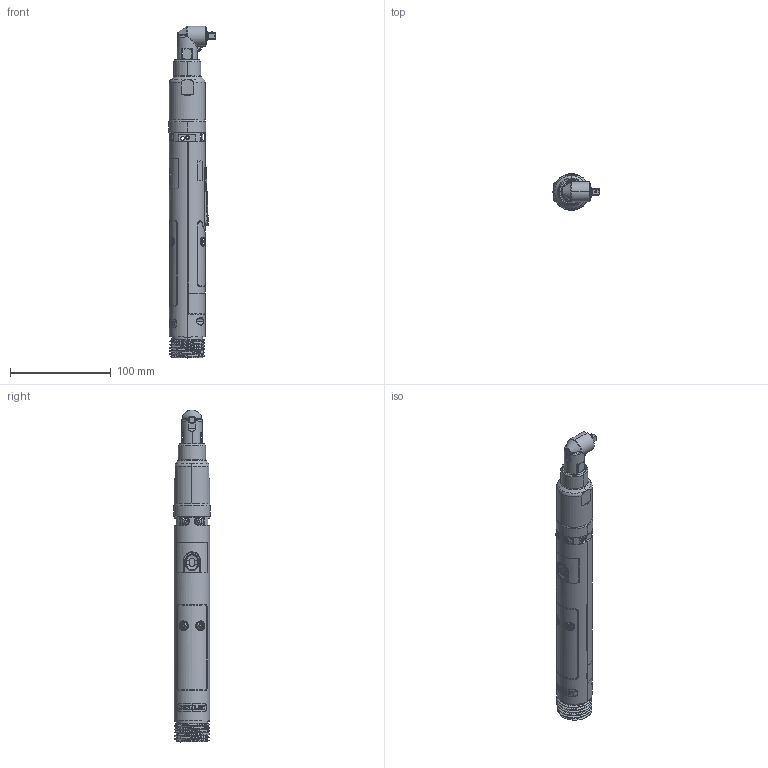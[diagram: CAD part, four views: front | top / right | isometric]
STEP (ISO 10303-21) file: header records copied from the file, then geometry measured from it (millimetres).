
FILE_DESCRIPTION((''),'2;1');
FILE_NAME('EB12LA10-6','2011-11-16T',('EJF1116'),(''),'PRO/ENGINEER BY PARAMETRIC TECHNOLOGY CORPORATION, 2010430','PRO/ENGINEER BY PARAMETRIC TECHNOLOGY CORPORATION, 2010430','');
FILE_SCHEMA(('CONFIG_CONTROL_DESIGN'));
Length unit declared in the file: inch
Products named in the file (1): EB12LA10-6
Bounding box: 45.78 x 36.39 x 329.83 mm (x, y, z)
Surface area: 59560.7 mm2 (no closed solid volume)
Topology: 0 solids, 108 shells, 613 faces, 3189 edges, 2608 vertices
Faces by surface type: cylinder 203, plane 188, bspline 118, cone 49, torus 39, extrusion 15, sphere 1
Entity records: 46180 total; most frequent: CARTESIAN_POINT 24713, ORIENTED_EDGE 3973, DIRECTION 3519, EDGE_CURVE 3189, VERTEX_POINT 2608, B_SPLINE_CURVE_WITH_KNOTS 1346, VECTOR 1187, LINE 1172
